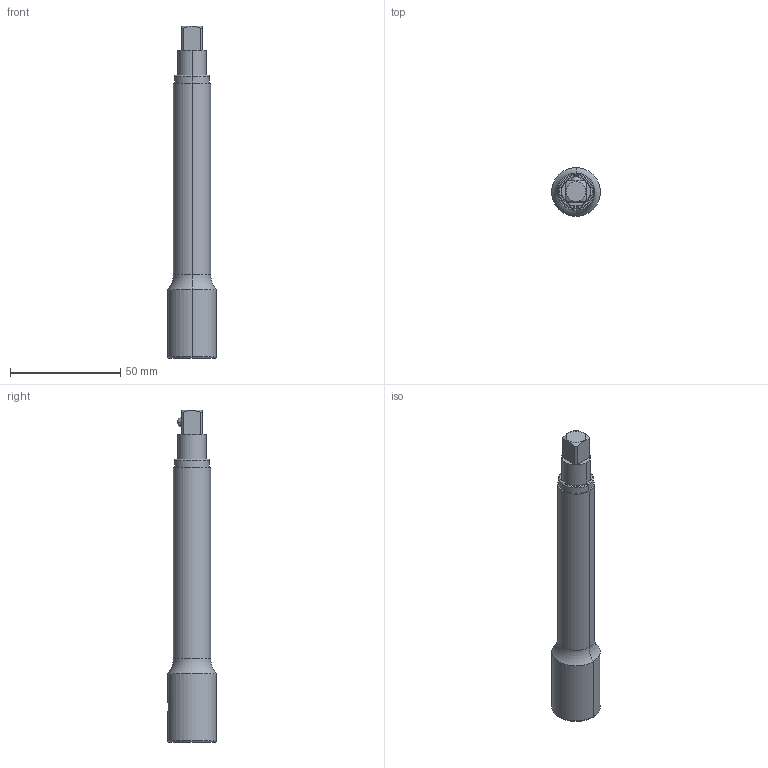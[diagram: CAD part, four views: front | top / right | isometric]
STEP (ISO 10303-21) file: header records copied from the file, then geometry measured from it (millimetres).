
FILE_DESCRIPTION((''),'2;1');
FILE_NAME('4027323474_ASM','2023-08-22T12:06:46',('A00565553'),(''),'CREO PARAMETRIC BY PTC INC, 2022414','CREO PARAMETRIC BY PTC INC, 2022414','');
FILE_SCHEMA(('CONFIG_CONTROL_DESIGN','GEOMETRIC_VALIDATION_PROPERTIES_MIM'));
Length unit declared in the file: millimetre
Products named in the file (3): 4027323464; 4027299507; 4027323474_ASM
Assembly tree (2 placements, depth 2):
  4027323474_ASM
    4027323464
    4027299507
Bounding box: 22 x 22 x 150.3 mm (x, y, z)
Volume: 29271.7 mm3; surface area: 21324.6 mm2
Topology: 3 solids, 3 shells, 80 faces, 205 edges, 125 vertices
Faces by surface type: cylinder 38, plane 15, torus 13, cone 12, sphere 2
Entity records: 3452 total; most frequent: CARTESIAN_POINT 661, DIRECTION 435, ORIENTED_EDGE 398, PRESENTATION_STYLE_ASSIGNMENT 204, STYLED_ITEM 202, CURVE_STYLE 199, EDGE_CURVE 199, AXIS2_PLACEMENT_3D 183
